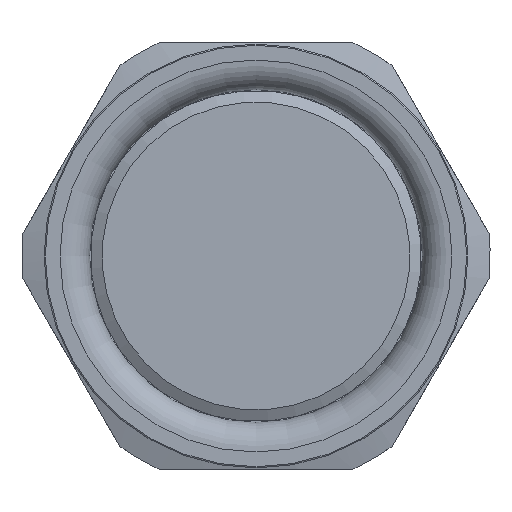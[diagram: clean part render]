
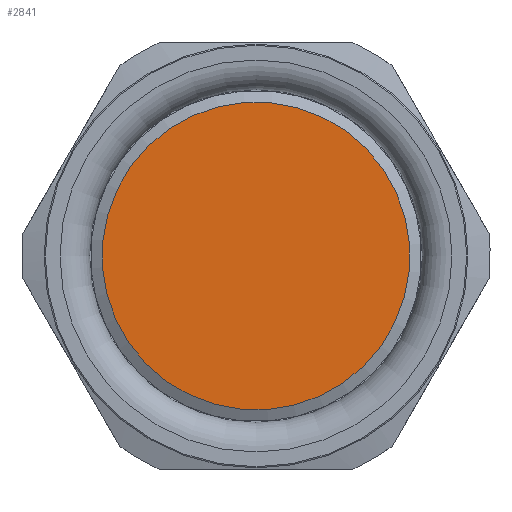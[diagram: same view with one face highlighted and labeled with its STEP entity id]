
A CAD part, left-side view. The second image highlights one B-rep face of the part: STEP entity #2841.
In plain terms, the highlighted face is planar.
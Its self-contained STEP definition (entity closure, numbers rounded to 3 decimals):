
#406=PLANE('',#3324);
#774=FACE_OUTER_BOUND('',#1100,.T.);
#1100=EDGE_LOOP('',(#2585));
#1297=CIRCLE('',#3323,26.);
#1552=VERTEX_POINT('',#15100);
#1895=EDGE_CURVE('',#1552,#1552,#1297,.T.);
#2585=ORIENTED_EDGE('',*,*,#1895,.T.);
#2841=ADVANCED_FACE('',(#774),#406,.T.);
#3323=AXIS2_PLACEMENT_3D('',#15101,#4179,#4180);
#3324=AXIS2_PLACEMENT_3D('',#15102,#4181,#4182);
#4179=DIRECTION('center_axis',(1.,0.,0.));
#4180=DIRECTION('ref_axis',(0.,0.,-1.));
#4181=DIRECTION('center_axis',(1.,0.,0.));
#4182=DIRECTION('ref_axis',(0.,0.,-1.));
#15100=CARTESIAN_POINT('',(1.08,26.,0.));
#15101=CARTESIAN_POINT('Origin',(1.08,0.,0.));
#15102=CARTESIAN_POINT('Origin',(1.08,0.,0.));
